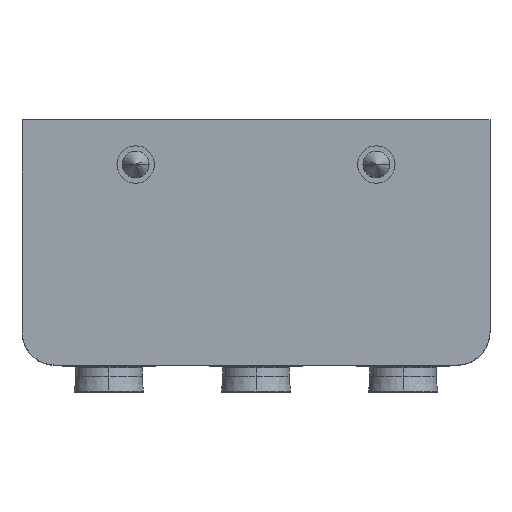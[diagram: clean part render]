
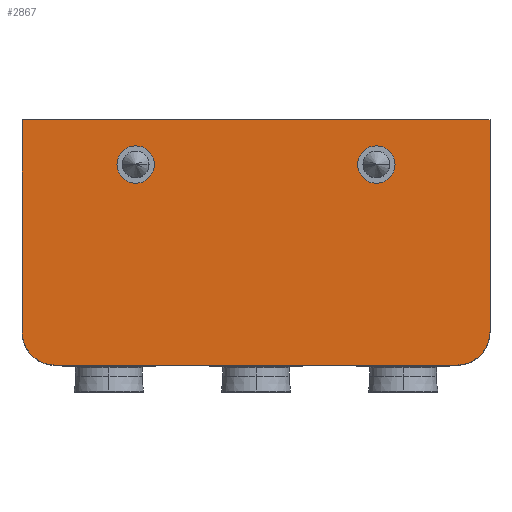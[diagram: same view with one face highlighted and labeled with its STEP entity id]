
A CAD part, top view. The second image highlights one B-rep face of the part: STEP entity #2867.
In plain terms, the highlighted planar face has unit normal (0, 0, 1).
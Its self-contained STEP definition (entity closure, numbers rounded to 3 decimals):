
#142 = DIRECTION ( 'NONE',  ( -1., 0., 0. ) ) ;
#160 = AXIS2_PLACEMENT_3D ( 'NONE', #3148, #2104, #4252 ) ;
#256 = CARTESIAN_POINT ( 'NONE',  ( -18., 0., 0. ) ) ;
#337 = AXIS2_PLACEMENT_3D ( 'NONE', #5980, #615, #1198 ) ;
#347 = FACE_OUTER_BOUND ( 'NONE', #1916, .T. ) ;
#392 = VERTEX_POINT ( 'NONE', #3371 ) ;
#508 = CARTESIAN_POINT ( 'NONE',  ( 0., 6.7, 0. ) ) ;
#566 = DIRECTION ( 'NONE',  ( 0., 1., 0. ) ) ;
#605 = ORIENTED_EDGE ( 'NONE', *, *, #4517, .F. ) ;
#615 = DIRECTION ( 'NONE',  ( 0., 0., 1. ) ) ;
#697 = AXIS2_PLACEMENT_3D ( 'NONE', #256, #5719, #4051 ) ;
#774 = CARTESIAN_POINT ( 'NONE',  ( -35., -25., 0. ) ) ;
#783 = AXIS2_PLACEMENT_3D ( 'NONE', #6102, #5547, #142 ) ;
#790 = VECTOR ( 'NONE', #4324, 1000. ) ;
#938 = EDGE_CURVE ( 'NONE', #5506, #4908, #6108, .T. ) ;
#1060 = CARTESIAN_POINT ( 'NONE',  ( -35., 6.7, 0. ) ) ;
#1198 = DIRECTION ( 'NONE',  ( -1., 0., 0. ) ) ;
#1390 = FACE_BOUND ( 'NONE', #5076, .T. ) ;
#1545 = LINE ( 'NONE', #508, #790 ) ;
#1590 = DIRECTION ( 'NONE',  ( -1., 0., 0. ) ) ;
#1697 = CIRCLE ( 'NONE', #160, 5. ) ;
#1789 = ORIENTED_EDGE ( 'NONE', *, *, #5021, .F. ) ;
#1806 = AXIS2_PLACEMENT_3D ( 'NONE', #4582, #5551, #6603 ) ;
#1812 = VERTEX_POINT ( 'NONE', #2447 ) ;
#1839 = CARTESIAN_POINT ( 'NONE',  ( 30., -30., 0. ) ) ;
#1891 = VERTEX_POINT ( 'NONE', #1060 ) ;
#1916 = EDGE_LOOP ( 'NONE', ( #6774, #2060, #5583, #5688, #3234, #1789 ) ) ;
#1950 = CARTESIAN_POINT ( 'NONE',  ( -30., -30., 0. ) ) ;
#2058 = DIRECTION ( 'NONE',  ( -1., 0., 0. ) ) ;
#2060 = ORIENTED_EDGE ( 'NONE', *, *, #3537, .F. ) ;
#2104 = DIRECTION ( 'NONE',  ( 0., 0., -1. ) ) ;
#2153 = VERTEX_POINT ( 'NONE', #5738 ) ;
#2299 = CIRCLE ( 'NONE', #3303, 5. ) ;
#2447 = CARTESIAN_POINT ( 'NONE',  ( 15.2, 0., 0. ) ) ;
#2634 = EDGE_CURVE ( 'NONE', #4552, #5844, #2299, .T. ) ;
#2844 = DIRECTION ( 'NONE',  ( 0., -1., 0. ) ) ;
#2867 = ADVANCED_FACE ( 'NONE', ( #5024, #1390, #347 ), #3379, .F. ) ;
#3148 = CARTESIAN_POINT ( 'NONE',  ( 30., -25., 0. ) ) ;
#3166 = CARTESIAN_POINT ( 'NONE',  ( -30., -25., 0. ) ) ;
#3188 = CARTESIAN_POINT ( 'NONE',  ( 20.8, 0., 0. ) ) ;
#3234 = ORIENTED_EDGE ( 'NONE', *, *, #6147, .F. ) ;
#3251 = CARTESIAN_POINT ( 'NONE',  ( 35., 6.7, 0. ) ) ;
#3303 = AXIS2_PLACEMENT_3D ( 'NONE', #3166, #3702, #2058 ) ;
#3371 = CARTESIAN_POINT ( 'NONE',  ( -15.2, 0., 0. ) ) ;
#3379 = PLANE ( 'NONE',  #783 ) ;
#3537 = EDGE_CURVE ( 'NONE', #1891, #5506, #1545, .T. ) ;
#3694 = VECTOR ( 'NONE', #1590, 1000. ) ;
#3702 = DIRECTION ( 'NONE',  ( 0., 0., -1. ) ) ;
#3905 = ORIENTED_EDGE ( 'NONE', *, *, #5473, .F. ) ;
#3932 = VECTOR ( 'NONE', #2844, 1000. ) ;
#3967 = CARTESIAN_POINT ( 'NONE',  ( 35., -11.65, 0. ) ) ;
#4051 = DIRECTION ( 'NONE',  ( -1., 0., 0. ) ) ;
#4065 = DIRECTION ( 'NONE',  ( 0., 0., 1. ) ) ;
#4068 = CIRCLE ( 'NONE', #337, 2.8 ) ;
#4148 = EDGE_CURVE ( 'NONE', #392, #2153, #4340, .T. ) ;
#4252 = DIRECTION ( 'NONE',  ( -1., 0., 0. ) ) ;
#4324 = DIRECTION ( 'NONE',  ( 1., 0., 0. ) ) ;
#4340 = CIRCLE ( 'NONE', #697, 2.8 ) ;
#4517 = EDGE_CURVE ( 'NONE', #2153, #392, #5734, .T. ) ;
#4552 = VERTEX_POINT ( 'NONE', #1950 ) ;
#4582 = CARTESIAN_POINT ( 'NONE',  ( 18., 0., 0. ) ) ;
#4700 = AXIS2_PLACEMENT_3D ( 'NONE', #6294, #4065, #6728 ) ;
#4824 = LINE ( 'NONE', #5445, #5651 ) ;
#4908 = VERTEX_POINT ( 'NONE', #6324 ) ;
#4977 = EDGE_LOOP ( 'NONE', ( #605, #6268 ) ) ;
#5021 = EDGE_CURVE ( 'NONE', #4908, #5621, #1697, .T. ) ;
#5024 = FACE_BOUND ( 'NONE', #4977, .T. ) ;
#5076 = EDGE_LOOP ( 'NONE', ( #3905, #6046 ) ) ;
#5148 = LINE ( 'NONE', #6407, #3694 ) ;
#5445 = CARTESIAN_POINT ( 'NONE',  ( -35., -11.65, 0. ) ) ;
#5473 = EDGE_CURVE ( 'NONE', #1812, #6094, #4068, .T. ) ;
#5506 = VERTEX_POINT ( 'NONE', #3251 ) ;
#5547 = DIRECTION ( 'NONE',  ( 0., 0., -1. ) ) ;
#5551 = DIRECTION ( 'NONE',  ( 0., 0., 1. ) ) ;
#5583 = ORIENTED_EDGE ( 'NONE', *, *, #6383, .F. ) ;
#5621 = VERTEX_POINT ( 'NONE', #1839 ) ;
#5651 = VECTOR ( 'NONE', #566, 1000. ) ;
#5688 = ORIENTED_EDGE ( 'NONE', *, *, #2634, .F. ) ;
#5719 = DIRECTION ( 'NONE',  ( 0., 0., 1. ) ) ;
#5734 = CIRCLE ( 'NONE', #4700, 2.8 ) ;
#5738 = CARTESIAN_POINT ( 'NONE',  ( -20.8, 0., 0. ) ) ;
#5805 = EDGE_CURVE ( 'NONE', #6094, #1812, #7012, .T. ) ;
#5844 = VERTEX_POINT ( 'NONE', #774 ) ;
#5980 = CARTESIAN_POINT ( 'NONE',  ( 18., 0., 0. ) ) ;
#6046 = ORIENTED_EDGE ( 'NONE', *, *, #5805, .F. ) ;
#6094 = VERTEX_POINT ( 'NONE', #3188 ) ;
#6102 = CARTESIAN_POINT ( 'NONE',  ( 0., -11.65, 0. ) ) ;
#6108 = LINE ( 'NONE', #3967, #3932 ) ;
#6147 = EDGE_CURVE ( 'NONE', #5621, #4552, #5148, .T. ) ;
#6268 = ORIENTED_EDGE ( 'NONE', *, *, #4148, .F. ) ;
#6294 = CARTESIAN_POINT ( 'NONE',  ( -18., 0., 0. ) ) ;
#6324 = CARTESIAN_POINT ( 'NONE',  ( 35., -25., 0. ) ) ;
#6383 = EDGE_CURVE ( 'NONE', #5844, #1891, #4824, .T. ) ;
#6407 = CARTESIAN_POINT ( 'NONE',  ( 0., -30., 0. ) ) ;
#6603 = DIRECTION ( 'NONE',  ( -1., 0., 0. ) ) ;
#6728 = DIRECTION ( 'NONE',  ( -1., 0., 0. ) ) ;
#6774 = ORIENTED_EDGE ( 'NONE', *, *, #938, .F. ) ;
#7012 = CIRCLE ( 'NONE', #1806, 2.8 ) ;
